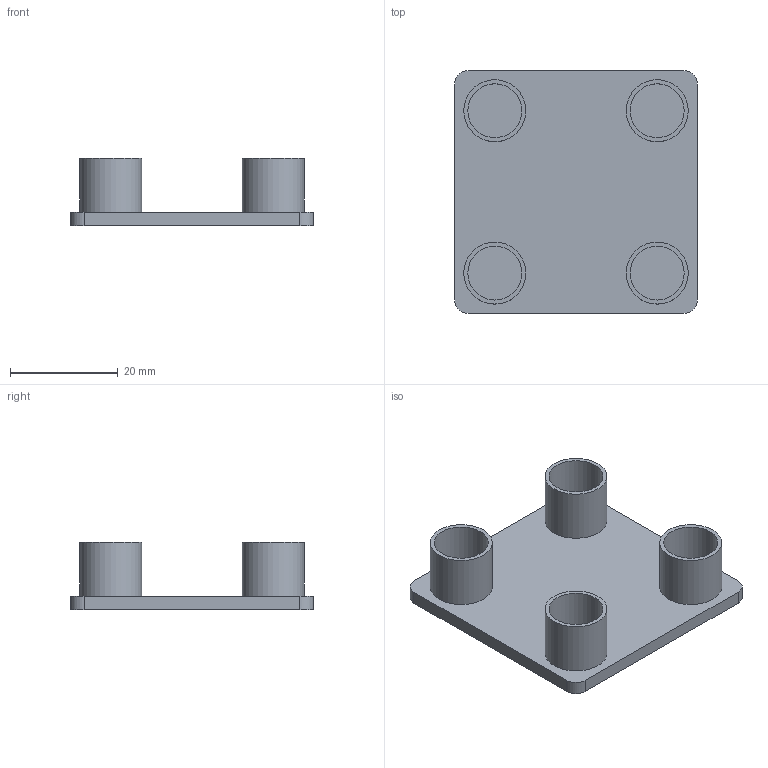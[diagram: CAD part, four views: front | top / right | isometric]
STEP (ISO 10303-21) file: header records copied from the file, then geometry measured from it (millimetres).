
FILE_DESCRIPTION(/* description */ ('TAPPO 45X45 GIALLO'),/* implementation_level */ '2;1');
FILE_NAME(/* name */ 'DTPTR0000049.stp',/* time_stamp */ '2018-11-08T14:25:58+01:00',/* author */ ('fzagni'),/* organization */ (''),/* preprocessor_version */ 'ST-DEVELOPER v16.1',/* originating_system */ 'Autodesk Inventor 2016',/* authorisation */ '');
FILE_SCHEMA (('AUTOMOTIVE_DESIGN { 1 0 10303 214 3 1 1 }'));
Length unit declared in the file: millimetre
Products named in the file (1): DTPTR0000049
Bounding box: 45 x 45 x 12.5 mm (x, y, z)
Volume: 6062.2 mm3; surface area: 7180.3 mm2
Topology: 1 solids, 1 shells, 26 faces, 48 edges, 32 vertices
Faces by surface type: plane 14, cylinder 12
Full cylindrical faces by diameter (mm): 10 x4, 11.5 x4
Entity records: 640 total; most frequent: DIRECTION 118, CARTESIAN_POINT 99, ORIENTED_EDGE 80, AXIS2_PLACEMENT_3D 51, EDGE_LOOP 42, EDGE_CURVE 40, VERTEX_POINT 32, FACE_OUTER_BOUND 26
